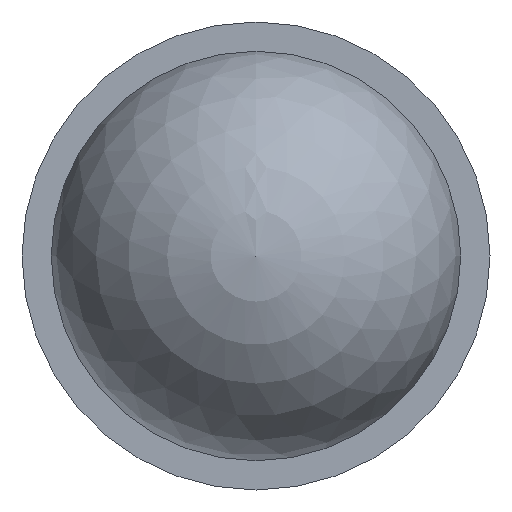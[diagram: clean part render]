
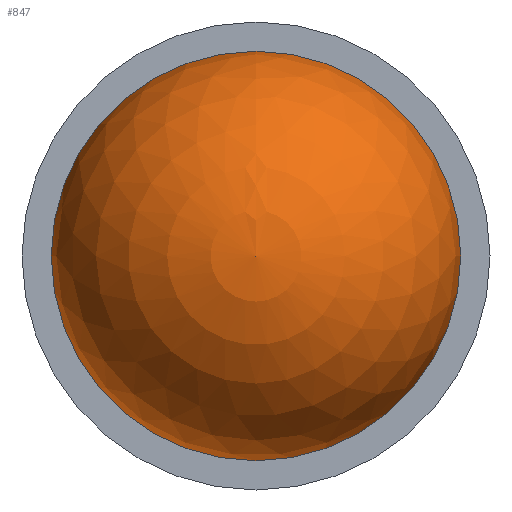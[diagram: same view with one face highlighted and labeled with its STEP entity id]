
A CAD part, front view. The second image highlights one B-rep face of the part: STEP entity #847.
In plain terms, the highlighted spherical face has radius 1.4 mm.
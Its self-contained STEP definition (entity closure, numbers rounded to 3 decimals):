
#771 = CYLINDRICAL_SURFACE('',#772,1.4);
#772 = AXIS2_PLACEMENT_3D('',#773,#774,#775);
#773 = CARTESIAN_POINT('',(0.,-3.3,0.)
  );
#774 = DIRECTION('',(0.,1.,0.));
#775 = DIRECTION('',(0.,0.,1.));
#796 = EDGE_CURVE('',#797,#797,#799,.T.);
#797 = VERTEX_POINT('',#798);
#798 = CARTESIAN_POINT('',(0.,-3.3,
    1.4));
#799 = SURFACE_CURVE('',#800,(#805,#812),.PCURVE_S1.);
#800 = CIRCLE('',#801,1.4);
#801 = AXIS2_PLACEMENT_3D('',#802,#803,#804);
#802 = CARTESIAN_POINT('',(0.,-3.3,0.)
  );
#803 = DIRECTION('',(0.,1.,0.));
#804 = DIRECTION('',(0.,0.,1.));
#805 = PCURVE('',#771,#806);
#806 = DEFINITIONAL_REPRESENTATION('',(#807),#811);
#807 = LINE('',#808,#809);
#808 = CARTESIAN_POINT('',(0.,0.));
#809 = VECTOR('',#810,1.);
#810 = DIRECTION('',(1.,0.));
#811 = ( GEOMETRIC_REPRESENTATION_CONTEXT(2) 
PARAMETRIC_REPRESENTATION_CONTEXT() REPRESENTATION_CONTEXT('2D SPACE',''
  ) );
#812 = PCURVE('',#813,#818);
#813 = SPHERICAL_SURFACE('',#814,1.4);
#814 = AXIS2_PLACEMENT_3D('',#815,#816,#817);
#815 = CARTESIAN_POINT('',(0.,-3.3,0.));
#816 = DIRECTION('',(0.,-1.,0.));
#817 = DIRECTION('',(0.,0.,1.));
#818 = DEFINITIONAL_REPRESENTATION('',(#819),#823);
#819 = LINE('',#820,#821);
#820 = CARTESIAN_POINT('',(0.,0.));
#821 = VECTOR('',#822,1.);
#822 = DIRECTION('',(-1.,0.));
#823 = ( GEOMETRIC_REPRESENTATION_CONTEXT(2) 
PARAMETRIC_REPRESENTATION_CONTEXT() REPRESENTATION_CONTEXT('2D SPACE',''
  ) );
#847 = ADVANCED_FACE('',(#848),#813,.T.);
#848 = FACE_BOUND('',#849,.F.);
#849 = EDGE_LOOP('',(#850,#851,#875));
#850 = ORIENTED_EDGE('',*,*,#796,.T.);
#851 = ORIENTED_EDGE('',*,*,#852,.T.);
#852 = EDGE_CURVE('',#797,#853,#855,.T.);
#853 = VERTEX_POINT('',#854);
#854 = CARTESIAN_POINT('',(0.,-4.7,0.
    ));
#855 = SEAM_CURVE('',#856,(#861,#868),.PCURVE_S1.);
#856 = CIRCLE('',#857,1.4);
#857 = AXIS2_PLACEMENT_3D('',#858,#859,#860);
#858 = CARTESIAN_POINT('',(0.,-3.3,0.));
#859 = DIRECTION('',(1.,0.,0.));
#860 = DIRECTION('',(0.,1.,0.));
#861 = PCURVE('',#813,#862);
#862 = DEFINITIONAL_REPRESENTATION('',(#863),#867);
#863 = LINE('',#864,#865);
#864 = CARTESIAN_POINT('',(0.,-1.571));
#865 = VECTOR('',#866,1.);
#866 = DIRECTION('',(0.,1.));
#867 = ( GEOMETRIC_REPRESENTATION_CONTEXT(2) 
PARAMETRIC_REPRESENTATION_CONTEXT() REPRESENTATION_CONTEXT('2D SPACE',''
  ) );
#868 = PCURVE('',#813,#869);
#869 = DEFINITIONAL_REPRESENTATION('',(#870),#874);
#870 = LINE('',#871,#872);
#871 = CARTESIAN_POINT('',(-6.283,-1.571));
#872 = VECTOR('',#873,1.);
#873 = DIRECTION('',(0.,1.));
#874 = ( GEOMETRIC_REPRESENTATION_CONTEXT(2) 
PARAMETRIC_REPRESENTATION_CONTEXT() REPRESENTATION_CONTEXT('2D SPACE',''
  ) );
#875 = ORIENTED_EDGE('',*,*,#852,.F.);
